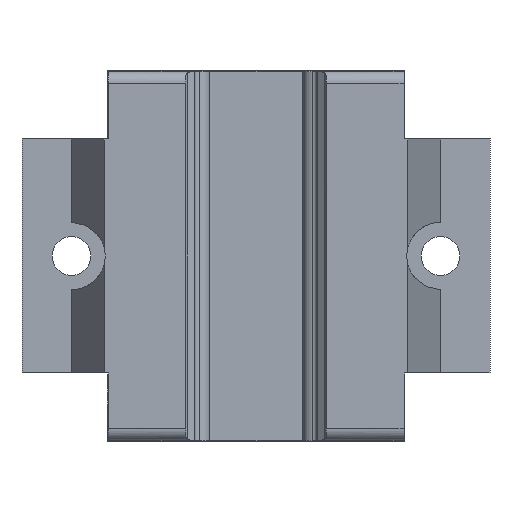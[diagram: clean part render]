
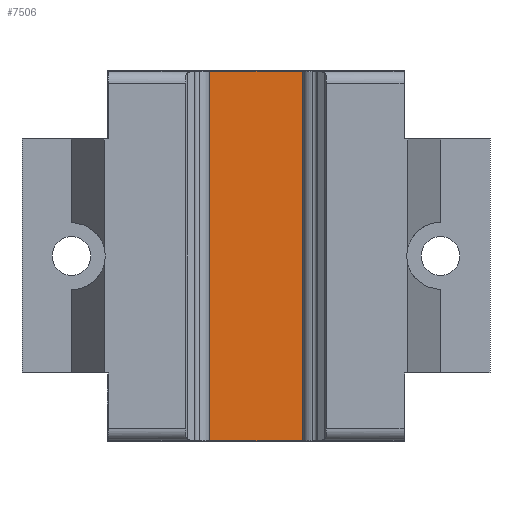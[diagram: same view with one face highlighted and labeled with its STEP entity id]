
A CAD part, front view. The second image highlights one B-rep face of the part: STEP entity #7506.
In plain terms, the highlighted planar face has unit normal (0, -1, 0).
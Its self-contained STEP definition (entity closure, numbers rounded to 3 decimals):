
#1962 = CARTESIAN_POINT ( 'NONE',  ( 5.38, -8.7, -20.5 ) ) ;
#1986 = CARTESIAN_POINT ( 'NONE',  ( -5.38, -8.7, 20.5 ) ) ;
#3038 = EDGE_CURVE ( 'NONE', #4469, #4095, #12139, .T. ) ;
#3217 = VECTOR ( 'NONE', #7821, 1000. ) ;
#3223 = LINE ( 'NONE', #7820, #3217 ) ;
#3242 = EDGE_CURVE ( 'NONE', #4241, #4548, #11886, .T. ) ;
#3725 = EDGE_CURVE ( 'NONE', #4095, #4548, #4931, .T. ) ;
#3895 = EDGE_CURVE ( 'NONE', #4469, #4241, #3223, .T. ) ;
#3949 = CARTESIAN_POINT ( 'NONE',  ( -16.5, -8.7, -20.5 ) ) ;
#3950 = DIRECTION ( 'NONE',  ( -1., 0., 0. ) ) ;
#4095 = VERTEX_POINT ( 'NONE', #7775 ) ;
#4241 = VERTEX_POINT ( 'NONE', #7600 ) ;
#4469 = VERTEX_POINT ( 'NONE', #1962 ) ;
#4548 = VERTEX_POINT ( 'NONE', #1986 ) ;
#4929 = VECTOR ( 'NONE', #12913, 1000. ) ;
#4931 = LINE ( 'NONE', #12805, #4929 ) ;
#5847 = DIRECTION ( 'NONE',  ( -1., 0., 0. ) ) ;
#5863 = CARTESIAN_POINT ( 'NONE',  ( 5.38, -8.7, 20.5 ) ) ;
#6011 = FACE_OUTER_BOUND ( 'NONE', #14136, .T. ) ;
#7111 = PLANE ( 'NONE',  #13862 ) ;
#7114 = CARTESIAN_POINT ( 'NONE',  ( 5.38, -8.7, -20.6 ) ) ;
#7137 = DIRECTION ( 'NONE',  ( 0., 1., 0. ) ) ;
#7138 = DIRECTION ( 'NONE',  ( 0., 0., 1. ) ) ;
#7506 = ADVANCED_FACE ( 'NONE', ( #6011 ), #7111, .F. ) ;
#7600 = CARTESIAN_POINT ( 'NONE',  ( 5.38, -8.7, 20.5 ) ) ;
#7775 = CARTESIAN_POINT ( 'NONE',  ( -5.38, -8.7, -20.5 ) ) ;
#7820 = CARTESIAN_POINT ( 'NONE',  ( 5.38, -8.7, -20.6 ) ) ;
#7821 = DIRECTION ( 'NONE',  ( 0., 0., 1. ) ) ;
#11856 = VECTOR ( 'NONE', #5847, 1000. ) ;
#11886 = LINE ( 'NONE', #5863, #11856 ) ;
#12137 = VECTOR ( 'NONE', #3950, 1000. ) ;
#12139 = LINE ( 'NONE', #3949, #12137 ) ;
#12805 = CARTESIAN_POINT ( 'NONE',  ( -5.38, -8.7, -20.6 ) ) ;
#12913 = DIRECTION ( 'NONE',  ( 0., 0., 1. ) ) ;
#13862 = AXIS2_PLACEMENT_3D ( 'NONE', #7114, #7137, #7138 ) ;
#14136 = EDGE_LOOP ( 'NONE', ( #14701, #14735, #14704, #14703 ) ) ;
#14701 = ORIENTED_EDGE ( 'NONE', *, *, #3895, .T. ) ;
#14703 = ORIENTED_EDGE ( 'NONE', *, *, #3038, .F. ) ;
#14704 = ORIENTED_EDGE ( 'NONE', *, *, #3725, .F. ) ;
#14735 = ORIENTED_EDGE ( 'NONE', *, *, #3242, .T. ) ;
